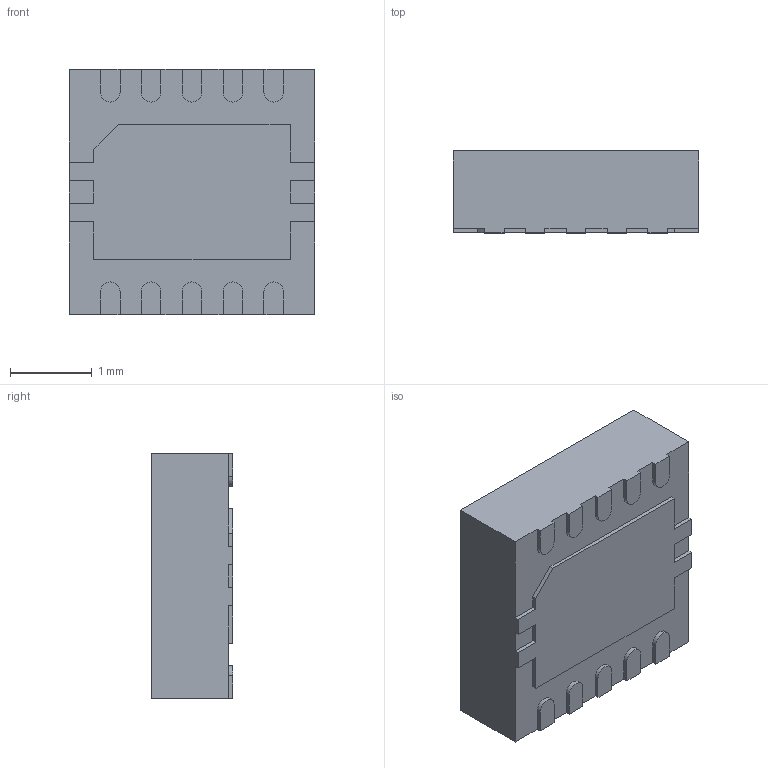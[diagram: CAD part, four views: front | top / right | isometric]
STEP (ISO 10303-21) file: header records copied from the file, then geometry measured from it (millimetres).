
FILE_DESCRIPTION (( 'STEP AP214' ), '1' );
FILE_NAME ('VSON-10.STEP', '2017-06-26T20:50:16', ( '' ), ( '' ), 'SwSTEP 2.0', 'SolidWorks 2016', '' );
FILE_SCHEMA (( 'AUTOMOTIVE_DESIGN' ));
Length unit declared in the file: inch
Products named in the file (1): VSON-10
Bounding box: 3 x 1 x 3 mm (x, y, z)
Volume: 8.8 mm3; surface area: 30.5 mm2
Topology: 1 solids, 1 shells, 67 faces, 195 edges, 130 vertices
Faces by surface type: plane 57, cylinder 10
Entity records: 2229 total; most frequent: CARTESIAN_POINT 393, ORIENTED_EDGE 390, DIRECTION 351, EDGE_CURVE 195, VECTOR 175, LINE 175, VERTEX_POINT 130, AXIS2_PLACEMENT_3D 88
